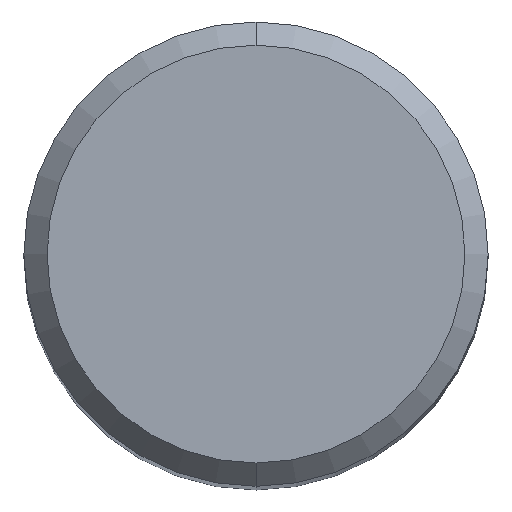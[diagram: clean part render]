
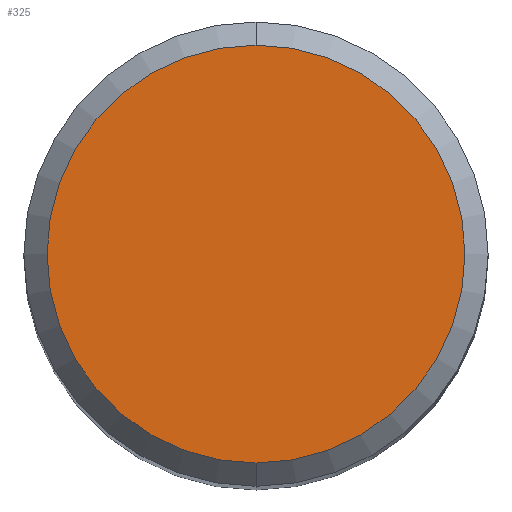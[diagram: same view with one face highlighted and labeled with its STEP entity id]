
A CAD part, top view. The second image highlights one B-rep face of the part: STEP entity #325.
In plain terms, the highlighted planar face has unit normal (0, 0, 1).
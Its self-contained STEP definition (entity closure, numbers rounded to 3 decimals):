
#249=EDGE_CURVE('',#257,#449,#555,.T.);
#257=VERTEX_POINT('',#563);
#325=ADVANCED_FACE('',(#642),#643,.T.);
#371=EDGE_CURVE('',#449,#257,#691,.T.);
#449=VERTEX_POINT('',#777);
#555=CIRCLE('',#936,3.6);
#563=CARTESIAN_POINT('',(0.0,3.6,0.0));
#642=FACE_OUTER_BOUND('',#1115,.T.);
#643=PLANE('',#1116);
#691=CIRCLE('',#1246,3.6);
#777=CARTESIAN_POINT('',(0.,-3.6,0.0));
#936=AXIS2_PLACEMENT_3D('',#1516,#1517,#1518);
#1115=EDGE_LOOP('',(#1637,#1638));
#1116=AXIS2_PLACEMENT_3D('',#1639,#1640,#1641);
#1246=AXIS2_PLACEMENT_3D('',#1684,#1685,#1686);
#1516=CARTESIAN_POINT('',(0.0,0.0,0.0));
#1517=DIRECTION('',(0.0,0.0,-1.0));
#1518=DIRECTION('',(0.0,1.0,0.0));
#1637=ORIENTED_EDGE('',*,*,#249,.F.);
#1638=ORIENTED_EDGE('',*,*,#371,.F.);
#1639=CARTESIAN_POINT('',(0.0,1.8,0.0));
#1640=DIRECTION('',(-0.0,0.0,1.0));
#1641=DIRECTION('',(0.0,-1.0,0.0));
#1684=CARTESIAN_POINT('',(0.0,0.0,0.0));
#1685=DIRECTION('',(0.0,0.0,-1.0));
#1686=DIRECTION('',(0.0,1.0,0.0));
